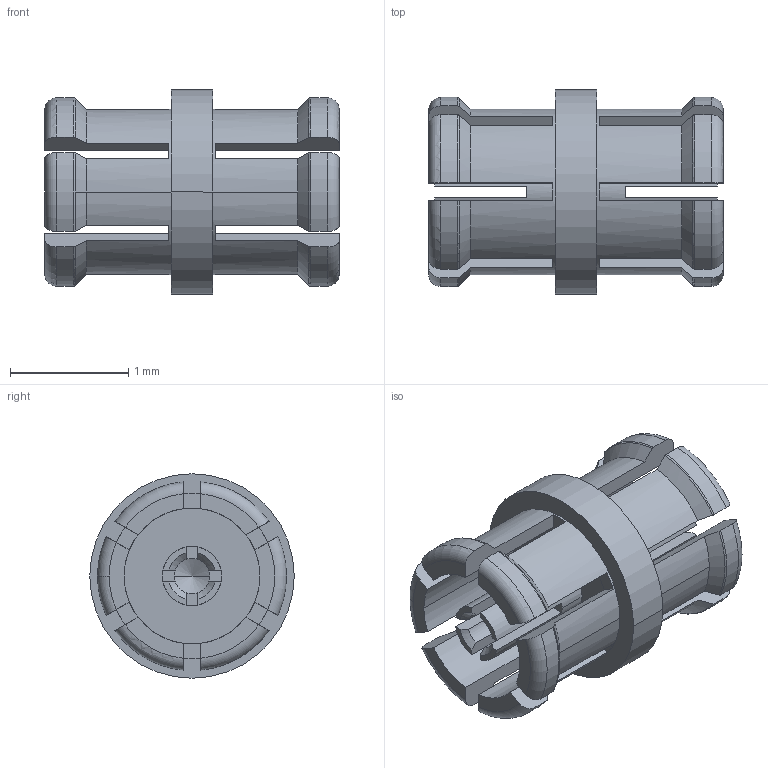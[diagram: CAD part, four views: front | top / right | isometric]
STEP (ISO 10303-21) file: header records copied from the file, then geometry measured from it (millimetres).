
FILE_DESCRIPTION (( 'STEP AP214' ), '1' );
FILE_NAME ('FMAD9990_3D.step', '2023-07-05T18:20:07', ( '' ), ( '' ), 'SwSTEP 2.0', 'SolidWorks 2022', '' );
FILE_SCHEMA (( 'AUTOMOTIVE_DESIGN' ));
Length unit declared in the file: millimetre
Products named in the file (1): FMAD9990_3D
Bounding box: 2.49 x 1.73 x 1.73 mm (x, y, z)
Volume: 2 mm3; surface area: 30.2 mm2
Topology: 1 solids, 1 shells, 170 faces, 494 edges, 326 vertices
Faces by surface type: plane 84, cylinder 32, torus 28, cone 26
Entity records: 5898 total; most frequent: CARTESIAN_POINT 1613, ORIENTED_EDGE 980, DIRECTION 786, EDGE_CURVE 490, VERTEX_POINT 326, AXIS2_PLACEMENT_3D 299, VECTOR 188, LINE 188
